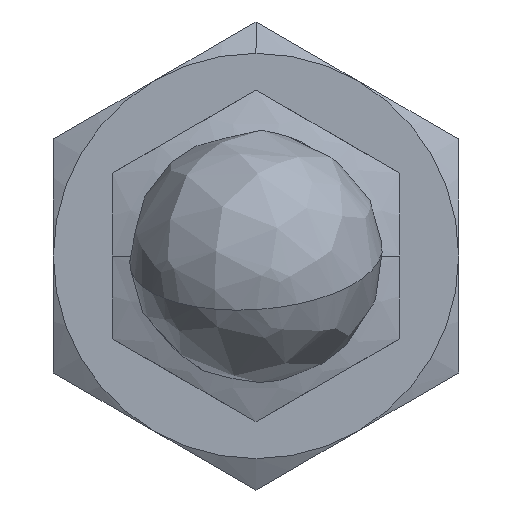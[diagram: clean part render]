
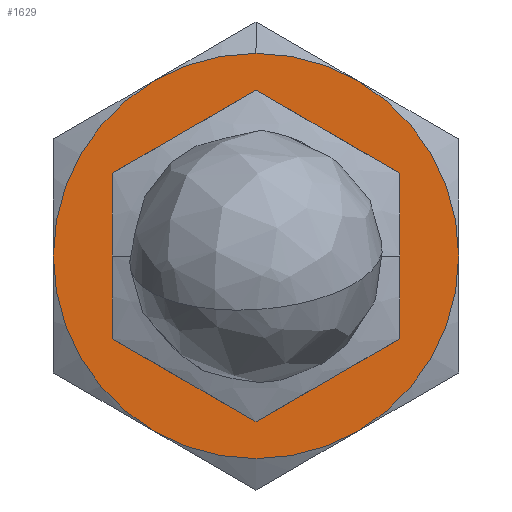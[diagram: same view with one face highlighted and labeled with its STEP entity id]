
A CAD part, front view. The second image highlights one B-rep face of the part: STEP entity #1629.
In plain terms, the highlighted planar face has unit normal (0, -1, 0).
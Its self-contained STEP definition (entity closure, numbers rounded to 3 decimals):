
#53 = DIRECTION ( 'NONE',  ( 0., 0., 1. ) ) ;
#93 = CARTESIAN_POINT ( 'NONE',  ( 0., 116.094, 0. ) ) ;
#119 = CARTESIAN_POINT ( 'NONE',  ( 0., 116.094, 0. ) ) ;
#132 = FACE_BOUND ( 'NONE', #2927, .T. ) ;
#174 = CARTESIAN_POINT ( 'NONE',  ( 0., 116.094, 0. ) ) ;
#294 = DIRECTION ( 'NONE',  ( 0., 0., -1. ) ) ;
#303 = CARTESIAN_POINT ( 'NONE',  ( 0., 116.094, -8. ) ) ;
#328 = DIRECTION ( 'NONE',  ( 0., 0., 1. ) ) ;
#375 = DIRECTION ( 'NONE',  ( 0., 0., 1. ) ) ;
#410 = AXIS2_PLACEMENT_3D ( 'NONE', #93, #1718, #294 ) ;
#418 = AXIS2_PLACEMENT_3D ( 'NONE', #961, #2698, #1210 ) ;
#441 = VERTEX_POINT ( 'NONE', #2971 ) ;
#482 = FACE_OUTER_BOUND ( 'NONE', #1591, .T. ) ;
#502 = CARTESIAN_POINT ( 'NONE',  ( 0., 116.094, 0. ) ) ;
#527 = CIRCLE ( 'NONE', #1199, 12. ) ;
#536 = DIRECTION ( 'NONE',  ( 0., 1., 0. ) ) ;
#681 = CARTESIAN_POINT ( 'NONE',  ( 0., 116.094, 13.856 ) ) ;
#711 = DIRECTION ( 'NONE',  ( 0., -1., 0. ) ) ;
#712 = EDGE_CURVE ( 'NONE', #1869, #2828, #2182, .T. ) ;
#741 = DIRECTION ( 'NONE',  ( 0., 0., 1. ) ) ;
#923 = DIRECTION ( 'NONE',  ( 0., 0., 1. ) ) ;
#961 = CARTESIAN_POINT ( 'NONE',  ( 0., 116.094, 0. ) ) ;
#985 = CARTESIAN_POINT ( 'NONE',  ( 6., 116.094, -10.392 ) ) ;
#994 = CIRCLE ( 'NONE', #2648, 12. ) ;
#1124 = CARTESIAN_POINT ( 'NONE',  ( -6., 116.094, 10.392 ) ) ;
#1127 = EDGE_CURVE ( 'NONE', #2222, #441, #527, .T. ) ;
#1144 = CARTESIAN_POINT ( 'NONE',  ( 6., 116.094, 10.392 ) ) ;
#1155 = AXIS2_PLACEMENT_3D ( 'NONE', #1215, #2939, #1475 ) ;
#1165 = CARTESIAN_POINT ( 'NONE',  ( -6., 116.094, -10.392 ) ) ;
#1173 = CARTESIAN_POINT ( 'NONE',  ( 0., 116.094, 12. ) ) ;
#1199 = AXIS2_PLACEMENT_3D ( 'NONE', #2880, #1405, #53 ) ;
#1210 = DIRECTION ( 'NONE',  ( 0., 0., 1. ) ) ;
#1215 = CARTESIAN_POINT ( 'NONE',  ( 0., 116.094, 0. ) ) ;
#1303 = CIRCLE ( 'NONE', #2742, 12. ) ;
#1341 = EDGE_CURVE ( 'NONE', #441, #3029, #1769, .T. ) ;
#1354 = ORIENTED_EDGE ( 'NONE', *, *, #1341, .F. ) ;
#1391 = CIRCLE ( 'NONE', #410, 8. ) ;
#1394 = EDGE_CURVE ( 'NONE', #2198, #2371, #994, .T. ) ;
#1405 = DIRECTION ( 'NONE',  ( 0., 1., 0. ) ) ;
#1433 = CIRCLE ( 'NONE', #418, 12. ) ;
#1470 = ORIENTED_EDGE ( 'NONE', *, *, #1394, .F. ) ;
#1472 = EDGE_CURVE ( 'NONE', #2371, #2222, #1691, .T. ) ;
#1475 = DIRECTION ( 'NONE',  ( 0., 0., 1. ) ) ;
#1511 = ORIENTED_EDGE ( 'NONE', *, *, #2746, .F. ) ;
#1542 = EDGE_CURVE ( 'NONE', #2104, #1622, #2378, .T. ) ;
#1591 = EDGE_LOOP ( 'NONE', ( #2044, #1863, #1354, #2886, #2236, #1470, #1902 ) ) ;
#1597 = EDGE_CURVE ( 'NONE', #1622, #2198, #1303, .T. ) ;
#1622 = VERTEX_POINT ( 'NONE', #2643 ) ;
#1629 = ADVANCED_FACE ( 'NONE', ( #132, #482 ), #2878, .F. ) ;
#1691 = CIRCLE ( 'NONE', #1155, 12. ) ;
#1718 = DIRECTION ( 'NONE',  ( 0., -1., 0. ) ) ;
#1766 = DIRECTION ( 'NONE',  ( 0., 1., 0. ) ) ;
#1769 = CIRCLE ( 'NONE', #2404, 12. ) ;
#1773 = CARTESIAN_POINT ( 'NONE',  ( 0., 116.094, 8. ) ) ;
#1827 = DIRECTION ( 'NONE',  ( 0., 1., 0. ) ) ;
#1860 = AXIS2_PLACEMENT_3D ( 'NONE', #2215, #711, #2453 ) ;
#1863 = ORIENTED_EDGE ( 'NONE', *, *, #2739, .F. ) ;
#1869 = VERTEX_POINT ( 'NONE', #1773 ) ;
#1902 = ORIENTED_EDGE ( 'NONE', *, *, #1597, .F. ) ;
#2018 = CARTESIAN_POINT ( 'NONE',  ( 0., 116.094, 0. ) ) ;
#2044 = ORIENTED_EDGE ( 'NONE', *, *, #1542, .F. ) ;
#2104 = VERTEX_POINT ( 'NONE', #1165 ) ;
#2182 = CIRCLE ( 'NONE', #1860, 8. ) ;
#2198 = VERTEX_POINT ( 'NONE', #1124 ) ;
#2215 = CARTESIAN_POINT ( 'NONE',  ( 0., 116.094, 0. ) ) ;
#2222 = VERTEX_POINT ( 'NONE', #1144 ) ;
#2236 = ORIENTED_EDGE ( 'NONE', *, *, #1472, .F. ) ;
#2243 = DIRECTION ( 'NONE',  ( 0., 1., 0. ) ) ;
#2273 = DIRECTION ( 'NONE',  ( 0., 0., 1. ) ) ;
#2371 = VERTEX_POINT ( 'NONE', #1173 ) ;
#2378 = CIRCLE ( 'NONE', #2994, 12. ) ;
#2404 = AXIS2_PLACEMENT_3D ( 'NONE', #502, #2243, #741 ) ;
#2431 = DIRECTION ( 'NONE',  ( 0., 1., 0. ) ) ;
#2453 = DIRECTION ( 'NONE',  ( 0., 0., -1. ) ) ;
#2488 = AXIS2_PLACEMENT_3D ( 'NONE', #681, #2431, #923 ) ;
#2643 = CARTESIAN_POINT ( 'NONE',  ( -12., 116.094, 0. ) ) ;
#2648 = AXIS2_PLACEMENT_3D ( 'NONE', #119, #1766, #328 ) ;
#2698 = DIRECTION ( 'NONE',  ( 0., 1., 0. ) ) ;
#2739 = EDGE_CURVE ( 'NONE', #3029, #2104, #1433, .T. ) ;
#2742 = AXIS2_PLACEMENT_3D ( 'NONE', #174, #1827, #375 ) ;
#2746 = EDGE_CURVE ( 'NONE', #2828, #1869, #1391, .T. ) ;
#2828 = VERTEX_POINT ( 'NONE', #303 ) ;
#2878 = PLANE ( 'NONE',  #2488 ) ;
#2880 = CARTESIAN_POINT ( 'NONE',  ( 0., 116.094, 0. ) ) ;
#2886 = ORIENTED_EDGE ( 'NONE', *, *, #1127, .F. ) ;
#2927 = EDGE_LOOP ( 'NONE', ( #1511, #3011 ) ) ;
#2939 = DIRECTION ( 'NONE',  ( 0., 1., 0. ) ) ;
#2971 = CARTESIAN_POINT ( 'NONE',  ( 12., 116.094, 0. ) ) ;
#2994 = AXIS2_PLACEMENT_3D ( 'NONE', #2018, #536, #2273 ) ;
#3011 = ORIENTED_EDGE ( 'NONE', *, *, #712, .F. ) ;
#3029 = VERTEX_POINT ( 'NONE', #985 ) ;
